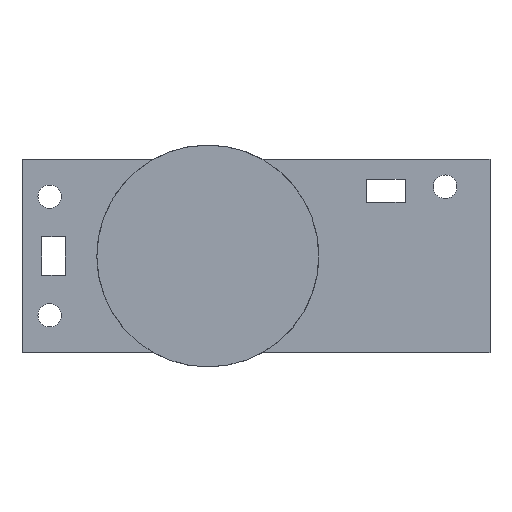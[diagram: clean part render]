
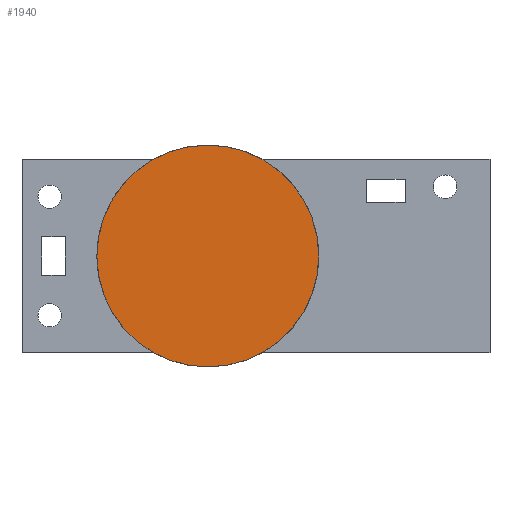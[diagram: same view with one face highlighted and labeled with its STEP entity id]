
A CAD part, front view. The second image highlights one B-rep face of the part: STEP entity #1940.
In plain terms, the highlighted planar face has unit normal (0, -1, 0).
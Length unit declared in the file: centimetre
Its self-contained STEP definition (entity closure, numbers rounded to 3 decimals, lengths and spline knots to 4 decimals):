
#118=PLANE('',#2078);
#597=VERTEX_POINT('',#2679);
#719=CIRCLE('',#1974,1.425);
#846=EDGE_CURVE('',#597,#597,#719,.T.);
#1578=ORIENTED_EDGE('',*,*,#846,.T.);
#1709=EDGE_LOOP('',(#1578));
#1840=FACE_BOUND('',#1709,.T.);
#1940=ADVANCED_FACE('',(#1840),#118,.T.);
#1974=AXIS2_PLACEMENT_3D('',#2678,#2202,#2203);
#2078=AXIS2_PLACEMENT_3D('',#3078,#2482,$);
#2202=DIRECTION('',(0.,-1.,0.));
#2203=DIRECTION('',(1.425,0.,0.));
#2482=DIRECTION('',(0.,-1.,0.));
#2678=CARTESIAN_POINT('',(0.,0.,0.));
#2679=CARTESIAN_POINT('',(1.425,0.,0.));
#3078=CARTESIAN_POINT('',(-1.425,0.,1.425));
